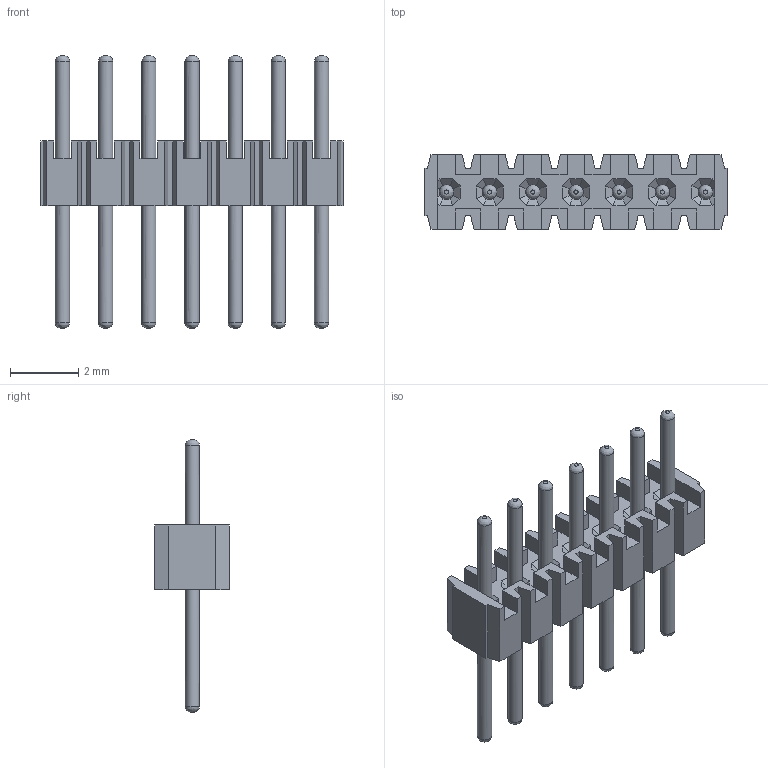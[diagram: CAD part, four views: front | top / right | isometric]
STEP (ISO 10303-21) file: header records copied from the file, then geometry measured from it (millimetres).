
FILE_DESCRIPTION(/* description */ (''),/* implementation_level */ '2;1');
FILE_NAME(/* name */ '755-07-10-007-xx.stp',/* time_stamp */ '2026-02-02T14:10:04+01:00',/* author */ ('Andreas.Larin'),/* organization */ (''),/* preprocessor_version */ 'ST-DEVELOPER v20',/* originating_system */ 'Autodesk Inventor 2025',/* authorisation */ '');
FILE_SCHEMA (('AUTOMOTIVE_DESIGN { 1 0 10303 214 3 1 1 }'));
Length unit declared in the file: millimetre
Products named in the file (1): 755-07-10-007-xx
Bounding box: 8.89 x 2.2 x 8 mm (x, y, z)
Volume: 33.9 mm3; surface area: 178 mm2
Topology: 1 solids, 1 shells, 319 faces, 946 edges, 612 vertices
Faces by surface type: plane 298, bspline 14, cylinder 7
Full cylindrical faces by diameter (mm): 0.42 x7
Entity records: 11298 total; most frequent: CARTESIAN_POINT 2242, ORIENTED_EDGE 1892, DIRECTION 1684, EDGE_CURVE 946, LINE 820, VECTOR 820, VERTEX_POINT 612, AXIS2_PLACEMENT_3D 432
